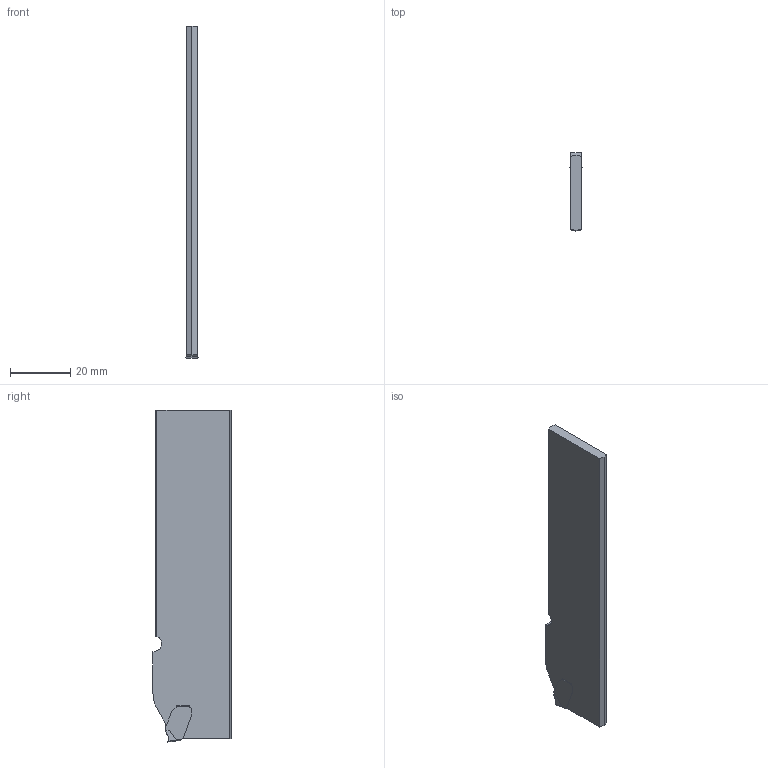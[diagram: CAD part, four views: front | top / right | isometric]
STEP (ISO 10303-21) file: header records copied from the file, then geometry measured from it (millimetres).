
FILE_DESCRIPTION(/* description */ (''),/* implementation_level */ '2;1');
FILE_NAME(/* name */ 'toolassembly_1.stp',/* time_stamp */ '2019-12-23T08:50:32+01:00',/* author */ (''),/* organization */ ('SMS'),/* preprocessor_version */ 'ST-DEVELOPER v16.7',/* originating_system */ 'SIEMENS PLM Software NX 12.0',/* authorisation */ '');
FILE_SCHEMA (('AUTOMOTIVE_DESIGN { 1 0 10303 214 3 1 1 1 }'));
Length unit declared in the file: millimetre
Products named in the file (4): ASSEMBLY_CONSTRUCTION; CUT_20191223085010; NOCUT_20191223084936; TOOLASSEMBLY_1
Assembly tree (3 placements, depth 2):
  TOOLASSEMBLY_1
    NOCUT_20191223084936
    CUT_20191223085010
    ASSEMBLY_CONSTRUCTION
Bounding box: 3.99 x 25.85 x 110 mm (x, y, z)
Volume: 8929 mm3; surface area: 6324.9 mm2
Topology: 2 solids, 2 shells, 63 faces, 178 edges, 126 vertices
Faces by surface type: plane 35, cylinder 20, extrusion 6, bspline 2
Entity records: 2744 total; most frequent: CARTESIAN_POINT 946, ORIENTED_EDGE 354, DIRECTION 331, EDGE_CURVE 177, VERTEX_POINT 118, VECTOR 117, LINE 111, AXIS2_PLACEMENT_3D 107
